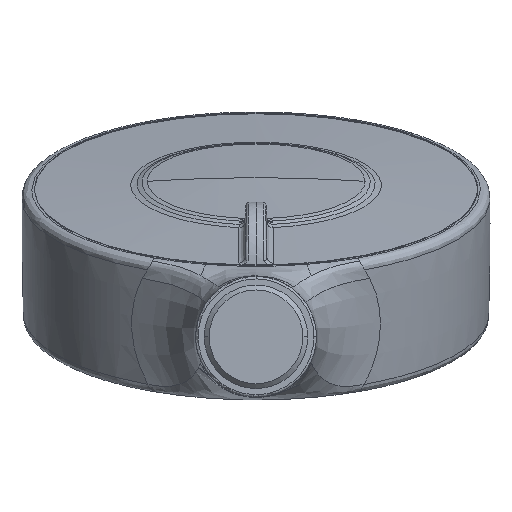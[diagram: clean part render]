
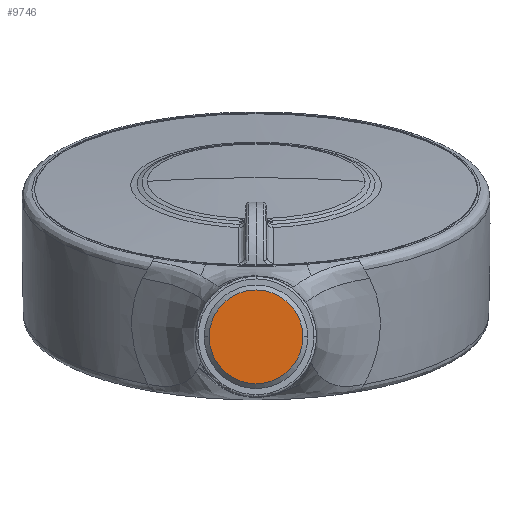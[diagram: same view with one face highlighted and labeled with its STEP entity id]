
A CAD part, front view. The second image highlights one B-rep face of the part: STEP entity #9746.
In plain terms, the highlighted planar face has unit normal (0, -1, 0).
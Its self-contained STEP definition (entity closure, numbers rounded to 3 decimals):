
#387 = DIRECTION ( 'NONE',  ( 0., 0., 1. ) ) ;
#549 = EDGE_CURVE ( 'NONE', #1462, #2140, #1810, .T. ) ;
#633 = CARTESIAN_POINT ( 'NONE',  ( -41.789, 14.721, 84.024 ) ) ;
#1108 = CARTESIAN_POINT ( 'NONE',  ( -32.289, 14.721, 84.024 ) ) ;
#1143 = DIRECTION ( 'NONE',  ( 0., -1., 0. ) ) ;
#1164 = FACE_OUTER_BOUND ( 'NONE', #8325, .T. ) ;
#1462 = VERTEX_POINT ( 'NONE', #5442 ) ;
#1810 = CIRCLE ( 'NONE', #5931, 9.5 ) ;
#1892 = EDGE_CURVE ( 'NONE', #2140, #1462, #10277, .T. ) ;
#2140 = VERTEX_POINT ( 'NONE', #633 ) ;
#2615 = AXIS2_PLACEMENT_3D ( 'NONE', #1108, #1143, #387 ) ;
#3647 = CARTESIAN_POINT ( 'NONE',  ( -32.289, 14.721, 84.024 ) ) ;
#4329 = ORIENTED_EDGE ( 'NONE', *, *, #1892, .T. ) ;
#4391 = DIRECTION ( 'NONE',  ( 1., 0., 0. ) ) ;
#5286 = DIRECTION ( 'NONE',  ( 1., 0., 0. ) ) ;
#5398 = ORIENTED_EDGE ( 'NONE', *, *, #549, .T. ) ;
#5442 = CARTESIAN_POINT ( 'NONE',  ( -22.789, 14.721, 84.024 ) ) ;
#5931 = AXIS2_PLACEMENT_3D ( 'NONE', #3647, #8419, #5286 ) ;
#7591 = AXIS2_PLACEMENT_3D ( 'NONE', #10020, #9153, #4391 ) ;
#8325 = EDGE_LOOP ( 'NONE', ( #4329, #5398 ) ) ;
#8419 = DIRECTION ( 'NONE',  ( 0., -1., 0. ) ) ;
#9153 = DIRECTION ( 'NONE',  ( 0., -1., 0. ) ) ;
#9746 = ADVANCED_FACE ( 'NONE', ( #1164 ), #9781, .T. ) ;
#9781 = PLANE ( 'NONE',  #2615 ) ;
#10020 = CARTESIAN_POINT ( 'NONE',  ( -32.289, 14.721, 84.024 ) ) ;
#10277 = CIRCLE ( 'NONE', #7591, 9.5 ) ;
